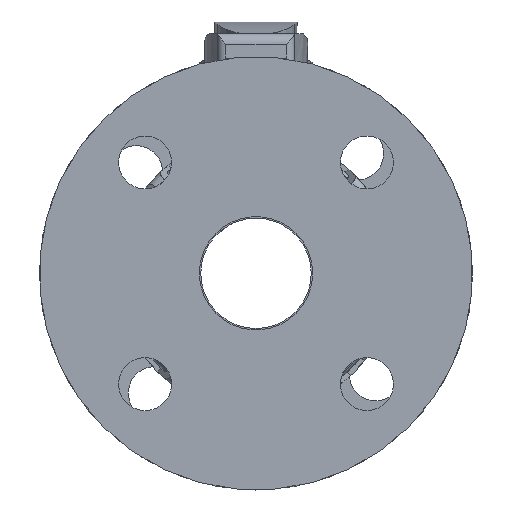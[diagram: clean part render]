
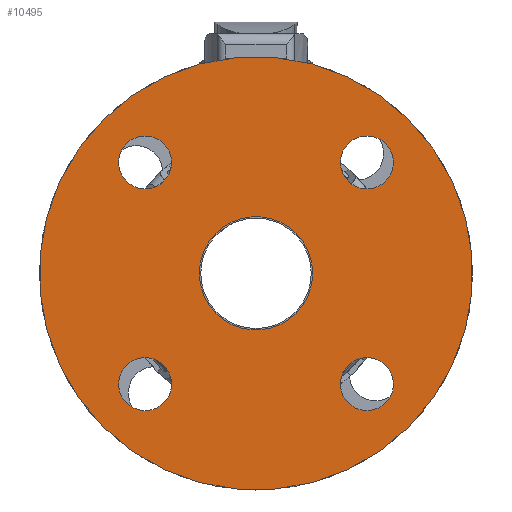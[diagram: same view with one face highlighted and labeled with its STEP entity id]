
A CAD part, left-side view. The second image highlights one B-rep face of the part: STEP entity #10495.
In plain terms, the highlighted face is planar.
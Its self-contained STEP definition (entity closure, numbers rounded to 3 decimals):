
#699=FACE_BOUND($,#2424,.T.);
#700=FACE_BOUND($,#2425,.T.);
#701=FACE_BOUND($,#2426,.T.);
#702=FACE_BOUND($,#2427,.T.);
#703=FACE_BOUND($,#2428,.T.);
#704=FACE_BOUND($,#2429,.T.);
#1233=CIRCLE($,#11708,9.35);
#1235=CIRCLE($,#11711,9.35);
#1237=CIRCLE($,#11714,9.35);
#1239=CIRCLE($,#11717,9.35);
#1242=CIRCLE($,#11723,76.5);
#1243=CIRCLE($,#11725,20.);
#2424=EDGE_LOOP($,(#9351));
#2425=EDGE_LOOP($,(#9352));
#2426=EDGE_LOOP($,(#9353));
#2427=EDGE_LOOP($,(#9354));
#2428=EDGE_LOOP($,(#9355));
#2429=EDGE_LOOP($,(#9356));
#4783=VERTEX_POINT($,#18925);
#4785=VERTEX_POINT($,#18930);
#4787=VERTEX_POINT($,#18935);
#4789=VERTEX_POINT($,#18940);
#4792=VERTEX_POINT($,#18949);
#4793=VERTEX_POINT($,#18952);
#6318=EDGE_CURVE($,#4783,#4783,#1233,.T.);
#6320=EDGE_CURVE($,#4785,#4785,#1235,.T.);
#6322=EDGE_CURVE($,#4787,#4787,#1237,.T.);
#6324=EDGE_CURVE($,#4789,#4789,#1239,.T.);
#6327=EDGE_CURVE($,#4792,#4792,#1242,.T.);
#6328=EDGE_CURVE($,#4793,#4793,#1243,.T.);
#9351=ORIENTED_EDGE($,*,*,#6318,.T.);
#9352=ORIENTED_EDGE($,*,*,#6320,.T.);
#9353=ORIENTED_EDGE($,*,*,#6322,.T.);
#9354=ORIENTED_EDGE($,*,*,#6324,.T.);
#9355=ORIENTED_EDGE($,*,*,#6327,.T.);
#9356=ORIENTED_EDGE($,*,*,#6328,.F.);
#9949=PLANE($,#11724);
#10495=ADVANCED_FACE($,(#699,#700,#701,#702,#703,#704),#9949,.T.);
#11708=AXIS2_PLACEMENT_3D($,#18926,#14745,#14746);
#11711=AXIS2_PLACEMENT_3D($,#18931,#14751,#14752);
#11714=AXIS2_PLACEMENT_3D($,#18936,#14757,#14758);
#11717=AXIS2_PLACEMENT_3D($,#18941,#14763,#14764);
#11723=AXIS2_PLACEMENT_3D($,#18950,#14775,#14776);
#11724=AXIS2_PLACEMENT_3D($,#18951,#14777,#14778);
#11725=AXIS2_PLACEMENT_3D($,#18953,#14779,#14780);
#14745=DIRECTION('center_axis',(0.,0.,-1.));
#14746=DIRECTION('ref_axis',(0.,1.,0.));
#14751=DIRECTION('center_axis',(0.,0.,-1.));
#14752=DIRECTION('ref_axis',(1.,0.,0.));
#14757=DIRECTION('center_axis',(0.,0.,-1.));
#14758=DIRECTION('ref_axis',(0.,-1.,0.));
#14763=DIRECTION('center_axis',(0.,0.,-1.));
#14764=DIRECTION('ref_axis',(-1.,0.,0.));
#14775=DIRECTION('center_axis',(0.,0.,1.));
#14776=DIRECTION('ref_axis',(1.,0.,0.));
#14777=DIRECTION('center_axis',(0.,0.,1.));
#14778=DIRECTION('ref_axis',(1.,0.,0.));
#14779=DIRECTION('center_axis',(0.,0.,1.));
#14780=DIRECTION('ref_axis',(1.,0.,0.));
#18925=CARTESIAN_POINT('',(0.,46.,53.7));
#18926=CARTESIAN_POINT('Origin',(0.,55.35,53.7));
#18930=CARTESIAN_POINT('',(46.,0.,53.7));
#18931=CARTESIAN_POINT('Origin',(55.35,0.,53.7));
#18935=CARTESIAN_POINT('',(0.,-46.,53.7));
#18936=CARTESIAN_POINT('Origin',(0.,-55.35,53.7));
#18940=CARTESIAN_POINT('',(-46.,0.,53.7));
#18941=CARTESIAN_POINT('Origin',(-55.35,0.,53.7));
#18949=CARTESIAN_POINT('',(0.,-76.5,53.7));
#18950=CARTESIAN_POINT('Origin',(0.,0.,53.7));
#18951=CARTESIAN_POINT('Origin',(0.,-20.,53.7));
#18952=CARTESIAN_POINT('',(0.,-20.,53.7));
#18953=CARTESIAN_POINT('Origin',(0.,0.,53.7));
